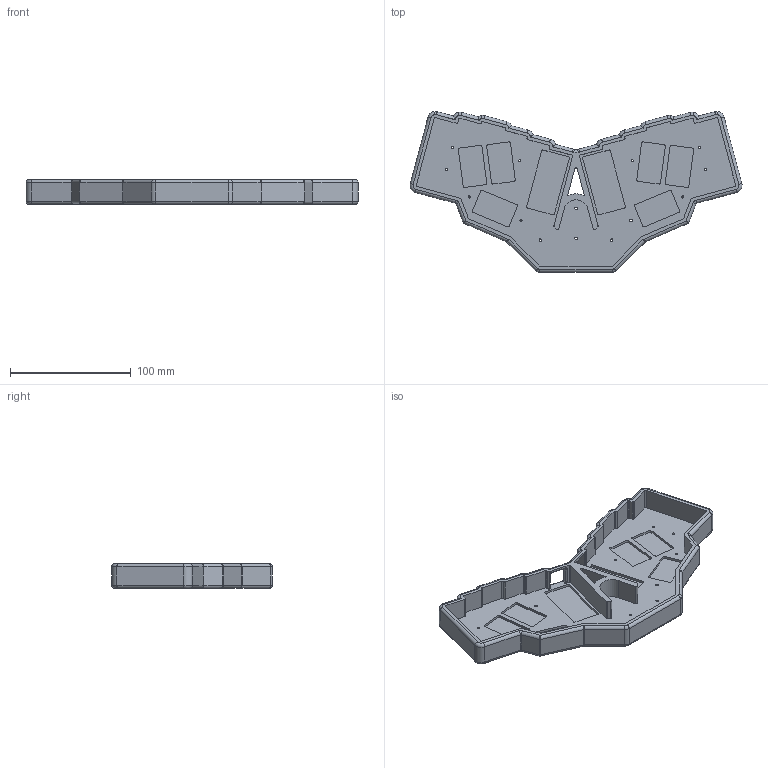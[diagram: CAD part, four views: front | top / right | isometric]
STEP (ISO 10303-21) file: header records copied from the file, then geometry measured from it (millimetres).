
FILE_DESCRIPTION(('HOOPS Exchange Step'),'2;1');
FILE_NAME('temp_export','2022-09-21T12:02:39-04:00',('mobile'),('Shapr3D Limited'),'HOOPS Exchange 2022.1','Shapr3D','Authorized');
FILE_SCHEMA( ('AP203_CONFIGURATION_CONTROLLED_3D_DESIGN_OF_MECHANICAL_PARTS_AND_ASSEMBLIES_MIM_LF') );
Length unit declared in the file: millimetre
Products named in the file (1): Case
Bounding box: 275.48 x 133.52 x 20.5 mm (x, y, z)
Volume: 130957.8 mm3; surface area: 80639 mm2
Topology: 1 solids, 1 shells, 495 faces, 1291 edges, 814 vertices
Faces by surface type: cylinder 270, plane 132, torus 81, bspline 12
Full cylindrical faces by diameter (mm): 2 x2, 3.6 x5
Entity records: 18312 total; most frequent: CARTESIAN_POINT 5799, DIRECTION 2755, ORIENTED_EDGE 2576, EDGE_CURVE 1288, AXIS2_PLACEMENT_3D 1077, VERTEX_POINT 814, VECTOR 601, LINE 601
